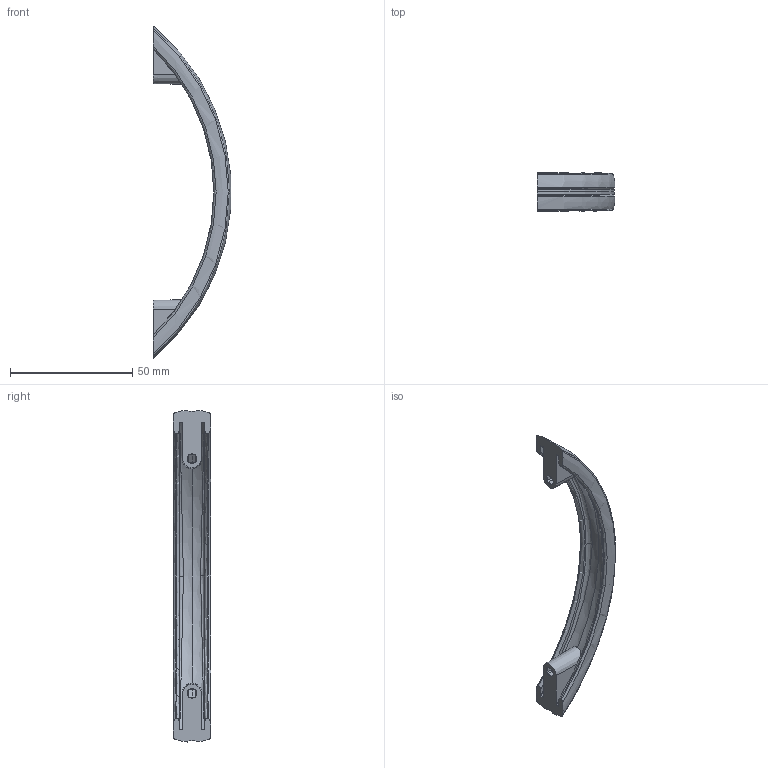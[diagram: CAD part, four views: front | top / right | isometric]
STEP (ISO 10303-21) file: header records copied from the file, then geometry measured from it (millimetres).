
FILE_DESCRIPTION(('Creo Elements/Direct Modeling STEP Export'),'2;1');
FILE_NAME('0951-136.stp','2018-12-12T13:13:45',(''),(''),'Creo Elements/Direct Modeling STEP processor for AP214 (Solid Model)','Creo Elements/Direct Modeling 20.0 12-Nov-2016 (C) Parametric Technology GmbH','');
FILE_SCHEMA(('AUTOMOTIVE_DESIGN { 1 0 10303 214 1 1 1 1 }'));
Length unit declared in the file: millimetre
Products named in the file (2): 0951-136
Assembly tree (1 placements, depth 2):
  0951-136
    0951-136
Bounding box: 31.67 x 15.49 x 135.84 mm (x, y, z)
Volume: 11727.9 mm3; surface area: 7924.2 mm2
Topology: 1 solids, 1 shells, 60 faces, 167 edges, 111 vertices
Faces by surface type: plane 22, torus 20, cone 6, cylinder 4, revolution 4, bspline 4
Entity records: 5107 total; most frequent: CARTESIAN_POINT 3587, ORIENTED_EDGE 334, DIRECTION 224, EDGE_CURVE 167, B_SPLINE_CURVE_WITH_KNOTS 113, VERTEX_POINT 111, AXIS2_PLACEMENT_3D 102, SURFACE_CURVE 100
